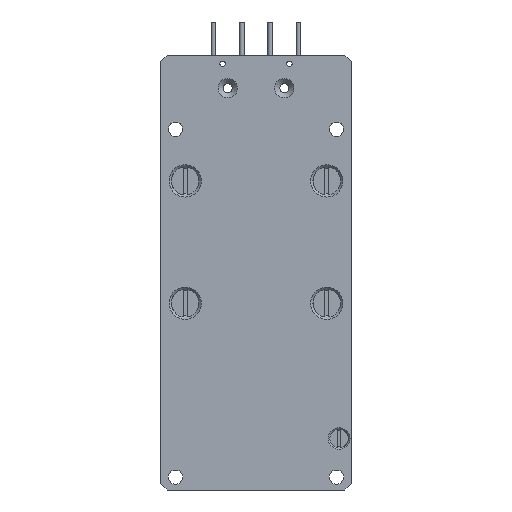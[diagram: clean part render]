
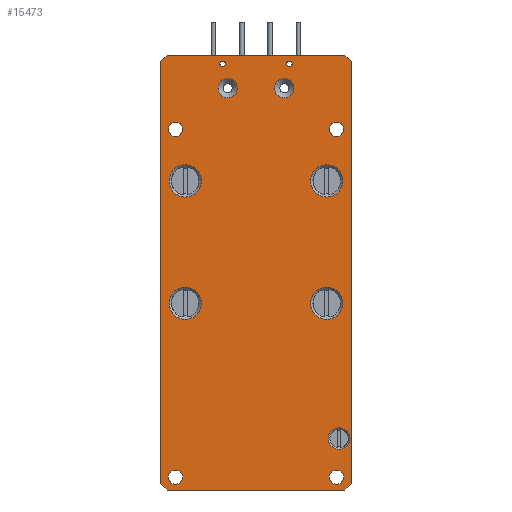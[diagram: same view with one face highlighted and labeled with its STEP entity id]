
A CAD part, front view. The second image highlights one B-rep face of the part: STEP entity #15473.
In plain terms, the highlighted planar face has unit normal (0, -1, 0).
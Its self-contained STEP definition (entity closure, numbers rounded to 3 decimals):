
#15473=ADVANCED_FACE('',(#70696,#70698,#70700,#70702,#70704,#70706,#70708,#70710,
#70712,#70714,#70716,#70718,#70720,#70722),#70724,.F.);
#70696=FACE_BOUND('',#70697,.T.);
#70697=EDGE_LOOP('',(#114679,#114680,#114681,#114682,#114683,#114684,#114685,#114686));
#70698=FACE_BOUND('',#70699,.T.);
#70699=EDGE_LOOP('',(#114687));
#70700=FACE_BOUND('',#70701,.T.);
#70701=EDGE_LOOP('',(#114688));
#70702=FACE_BOUND('',#70703,.T.);
#70703=EDGE_LOOP('',(#114689));
#70704=FACE_BOUND('',#70705,.T.);
#70705=EDGE_LOOP('',(#114690));
#70706=FACE_BOUND('',#70707,.T.);
#70707=EDGE_LOOP('',(#114691));
#70708=FACE_BOUND('',#70709,.T.);
#70709=EDGE_LOOP('',(#114692));
#70710=FACE_BOUND('',#70711,.T.);
#70711=EDGE_LOOP('',(#114693));
#70712=FACE_BOUND('',#70713,.T.);
#70713=EDGE_LOOP('',(#114694));
#70714=FACE_BOUND('',#70715,.T.);
#70715=EDGE_LOOP('',(#114695));
#70716=FACE_BOUND('',#70717,.T.);
#70717=EDGE_LOOP('',(#114696));
#70718=FACE_BOUND('',#70719,.T.);
#70719=EDGE_LOOP('',(#114697));
#70720=FACE_BOUND('',#70721,.T.);
#70721=EDGE_LOOP('',(#114698));
#70722=FACE_BOUND('',#70723,.T.);
#70723=EDGE_LOOP('',(#114699));
#70724=PLANE('',#70725);
#70725=AXIS2_PLACEMENT_3D('',#70726,#70727,#70728);
#70726=CARTESIAN_POINT('',(0.,-6.,0.));
#70727=DIRECTION('',(0.,1.,0.));
#70728=DIRECTION('',(1.,0.,0.));
#114679=ORIENTED_EDGE('',*,*,#147180,.F.);
#114680=ORIENTED_EDGE('',*,*,#147181,.F.);
#114681=ORIENTED_EDGE('',*,*,#147182,.F.);
#114682=ORIENTED_EDGE('',*,*,#147183,.F.);
#114683=ORIENTED_EDGE('',*,*,#147184,.F.);
#114684=ORIENTED_EDGE('',*,*,#147185,.F.);
#114685=ORIENTED_EDGE('',*,*,#147186,.F.);
#114686=ORIENTED_EDGE('',*,*,#147187,.F.);
#114687=ORIENTED_EDGE('',*,*,#147188,.T.);
#114688=ORIENTED_EDGE('',*,*,#147189,.T.);
#114689=ORIENTED_EDGE('',*,*,#147190,.T.);
#114690=ORIENTED_EDGE('',*,*,#147191,.T.);
#114691=ORIENTED_EDGE('',*,*,#147192,.T.);
#114692=ORIENTED_EDGE('',*,*,#147193,.T.);
#114693=ORIENTED_EDGE('',*,*,#147194,.T.);
#114694=ORIENTED_EDGE('',*,*,#147195,.T.);
#114695=ORIENTED_EDGE('',*,*,#147196,.T.);
#114696=ORIENTED_EDGE('',*,*,#147197,.T.);
#114697=ORIENTED_EDGE('',*,*,#147198,.T.);
#114698=ORIENTED_EDGE('',*,*,#147199,.T.);
#114699=ORIENTED_EDGE('',*,*,#147200,.T.);
#147180=EDGE_CURVE('',#168039,#168040,#168041,.T.);
#147181=EDGE_CURVE('',#168042,#168039,#168043,.T.);
#147182=EDGE_CURVE('',#168044,#168042,#168045,.T.);
#147183=EDGE_CURVE('',#168046,#168044,#168047,.T.);
#147184=EDGE_CURVE('',#168048,#168046,#168049,.T.);
#147185=EDGE_CURVE('',#168050,#168048,#168051,.T.);
#147186=EDGE_CURVE('',#168052,#168050,#168053,.T.);
#147187=EDGE_CURVE('',#168040,#168052,#168054,.T.);
#147188=EDGE_CURVE('',#168055,#168055,#168056,.T.);
#147189=EDGE_CURVE('',#168057,#168057,#168058,.T.);
#147190=EDGE_CURVE('',#168059,#168059,#168060,.T.);
#147191=EDGE_CURVE('',#168061,#168061,#168062,.T.);
#147192=EDGE_CURVE('',#168063,#168063,#168064,.T.);
#147193=EDGE_CURVE('',#168065,#168065,#168066,.T.);
#147194=EDGE_CURVE('',#168067,#168067,#168068,.T.);
#147195=EDGE_CURVE('',#168069,#168069,#168070,.T.);
#147196=EDGE_CURVE('',#168071,#168071,#168072,.T.);
#147197=EDGE_CURVE('',#168073,#168073,#168074,.T.);
#147198=EDGE_CURVE('',#168075,#168075,#168076,.T.);
#147199=EDGE_CURVE('',#168077,#168077,#168078,.T.);
#147200=EDGE_CURVE('',#168079,#168079,#168080,.T.);
#168039=VERTEX_POINT('',#208779);
#168040=VERTEX_POINT('',#208780);
#168041=LINE('',#208781,#208782);
#168042=VERTEX_POINT('',#208784);
#168043=LINE('',#208785,#208786);
#168044=VERTEX_POINT('',#208788);
#168045=LINE('',#208789,#208790);
#168046=VERTEX_POINT('',#208792);
#168047=LINE('',#208793,#208794);
#168048=VERTEX_POINT('',#208796);
#168049=LINE('',#208797,#208798);
#168050=VERTEX_POINT('',#208800);
#168051=LINE('',#208801,#208802);
#168052=VERTEX_POINT('',#208804);
#168053=LINE('',#208805,#208806);
#168054=LINE('',#208808,#208809);
#168055=VERTEX_POINT('',#208811);
#168056=CIRCLE('',#208812,7.5);
#168057=VERTEX_POINT('',#208816);
#168058=CIRCLE('',#208817,8.5);
#168059=VERTEX_POINT('',#208821);
#168060=CIRCLE('',#208822,12.5);
#168061=VERTEX_POINT('',#208826);
#168062=CIRCLE('',#208827,12.5);
#168063=VERTEX_POINT('',#208831);
#168064=CIRCLE('',#208832,2.068);
#168065=VERTEX_POINT('',#208836);
#168066=CIRCLE('',#208837,2.068);
#168067=VERTEX_POINT('',#208841);
#168068=CIRCLE('',#208842,5.5);
#168069=VERTEX_POINT('',#208846);
#168070=CIRCLE('',#208847,5.5);
#168071=VERTEX_POINT('',#208851);
#168072=CIRCLE('',#208852,5.5);
#168073=VERTEX_POINT('',#208856);
#168074=CIRCLE('',#208857,5.5);
#168075=VERTEX_POINT('',#208861);
#168076=CIRCLE('',#208862,12.5);
#168077=VERTEX_POINT('',#208866);
#168078=CIRCLE('',#208867,12.5);
#168079=VERTEX_POINT('',#208871);
#168080=CIRCLE('',#208872,7.5);
#208779=CARTESIAN_POINT('',(-74.,-6.,-155.));
#208780=CARTESIAN_POINT('',(-74.,-6.,172.5));
#208781=CARTESIAN_POINT('',(-74.,-6.,-155.));
#208782=VECTOR('',#208783,1.);
#208783=DIRECTION('',(0.,0.,1.));
#208784=CARTESIAN_POINT('',(-69.,-6.,-160.));
#208785=CARTESIAN_POINT('',(-69.,-6.,-160.));
#208786=VECTOR('',#208787,1.);
#208787=DIRECTION('',(-0.707,0.,0.707));
#208788=CARTESIAN_POINT('',(69.,-6.,-160.));
#208789=CARTESIAN_POINT('',(69.,-6.,-160.));
#208790=VECTOR('',#208791,1.);
#208791=DIRECTION('',(-1.,0.,0.));
#208792=CARTESIAN_POINT('',(74.,-6.,-155.));
#208793=CARTESIAN_POINT('',(74.,-6.,-155.));
#208794=VECTOR('',#208795,1.);
#208795=DIRECTION('',(-0.707,0.,-0.707));
#208796=CARTESIAN_POINT('',(74.,-6.,172.5));
#208797=CARTESIAN_POINT('',(74.,-6.,172.5));
#208798=VECTOR('',#208799,1.);
#208799=DIRECTION('',(0.,0.,-1.));
#208800=CARTESIAN_POINT('',(69.,-6.,177.5));
#208801=CARTESIAN_POINT('',(69.,-6.,177.5));
#208802=VECTOR('',#208803,1.);
#208803=DIRECTION('',(0.707,0.,-0.707));
#208804=CARTESIAN_POINT('',(-69.,-6.,177.5));
#208805=CARTESIAN_POINT('',(-69.,-6.,177.5));
#208806=VECTOR('',#208807,1.);
#208807=DIRECTION('',(1.,0.,0.));
#208808=CARTESIAN_POINT('',(-74.,-6.,172.5));
#208809=VECTOR('',#208810,1.);
#208810=DIRECTION('',(0.707,0.,0.707));
#208811=CARTESIAN_POINT('',(29.5,-6.,152.));
#208812=AXIS2_PLACEMENT_3D('',#208813,#208814,#208815);
#208813=CARTESIAN_POINT('',(22.,-6.,152.));
#208814=DIRECTION('',(0.,1.,0.));
#208815=DIRECTION('',(1.,0.,0.));
#208816=CARTESIAN_POINT('',(73.,-6.,-120.));
#208817=AXIS2_PLACEMENT_3D('',#208818,#208819,#208820);
#208818=CARTESIAN_POINT('',(64.5,-6.,-120.));
#208819=DIRECTION('',(0.,1.,0.));
#208820=DIRECTION('',(1.,0.,0.));
#208821=CARTESIAN_POINT('',(-42.5,-6.,-15.));
#208822=AXIS2_PLACEMENT_3D('',#208823,#208824,#208825);
#208823=CARTESIAN_POINT('',(-55.,-6.,-15.));
#208824=DIRECTION('',(0.,1.,0.));
#208825=DIRECTION('',(1.,0.,0.));
#208826=CARTESIAN_POINT('',(67.5,-6.,80.));
#208827=AXIS2_PLACEMENT_3D('',#208828,#208829,#208830);
#208828=CARTESIAN_POINT('',(55.,-6.,80.));
#208829=DIRECTION('',(0.,1.,0.));
#208830=DIRECTION('',(1.,0.,0.));
#208831=CARTESIAN_POINT('',(-23.932,-6.,171.));
#208832=AXIS2_PLACEMENT_3D('',#208833,#208834,#208835);
#208833=CARTESIAN_POINT('',(-26.,-6.,171.));
#208834=DIRECTION('',(0.,1.,0.));
#208835=DIRECTION('',(1.,0.,0.));
#208836=CARTESIAN_POINT('',(28.068,-6.,171.));
#208837=AXIS2_PLACEMENT_3D('',#208838,#208839,#208840);
#208838=CARTESIAN_POINT('',(26.,-6.,171.));
#208839=DIRECTION('',(0.,1.,0.));
#208840=DIRECTION('',(1.,0.,0.));
#208841=CARTESIAN_POINT('',(-57.,-6.,-150.));
#208842=AXIS2_PLACEMENT_3D('',#208843,#208844,#208845);
#208843=CARTESIAN_POINT('',(-62.5,-6.,-150.));
#208844=DIRECTION('',(0.,1.,0.));
#208845=DIRECTION('',(1.,0.,0.));
#208846=CARTESIAN_POINT('',(68.,-6.,-150.));
#208847=AXIS2_PLACEMENT_3D('',#208848,#208849,#208850);
#208848=CARTESIAN_POINT('',(62.5,-6.,-150.));
#208849=DIRECTION('',(0.,1.,0.));
#208850=DIRECTION('',(1.,0.,0.));
#208851=CARTESIAN_POINT('',(68.,-6.,120.));
#208852=AXIS2_PLACEMENT_3D('',#208853,#208854,#208855);
#208853=CARTESIAN_POINT('',(62.5,-6.,120.));
#208854=DIRECTION('',(0.,1.,0.));
#208855=DIRECTION('',(1.,0.,0.));
#208856=CARTESIAN_POINT('',(-57.,-6.,120.));
#208857=AXIS2_PLACEMENT_3D('',#208858,#208859,#208860);
#208858=CARTESIAN_POINT('',(-62.5,-6.,120.));
#208859=DIRECTION('',(0.,1.,0.));
#208860=DIRECTION('',(1.,0.,0.));
#208861=CARTESIAN_POINT('',(67.5,-6.,-15.));
#208862=AXIS2_PLACEMENT_3D('',#208863,#208864,#208865);
#208863=CARTESIAN_POINT('',(55.,-6.,-15.));
#208864=DIRECTION('',(0.,1.,0.));
#208865=DIRECTION('',(1.,0.,0.));
#208866=CARTESIAN_POINT('',(-42.5,-6.,80.));
#208867=AXIS2_PLACEMENT_3D('',#208868,#208869,#208870);
#208868=CARTESIAN_POINT('',(-55.,-6.,80.));
#208869=DIRECTION('',(0.,1.,0.));
#208870=DIRECTION('',(1.,0.,0.));
#208871=CARTESIAN_POINT('',(-14.5,-6.,152.));
#208872=AXIS2_PLACEMENT_3D('',#208873,#208874,#208875);
#208873=CARTESIAN_POINT('',(-22.,-6.,152.));
#208874=DIRECTION('',(0.,1.,0.));
#208875=DIRECTION('',(1.,0.,0.));
